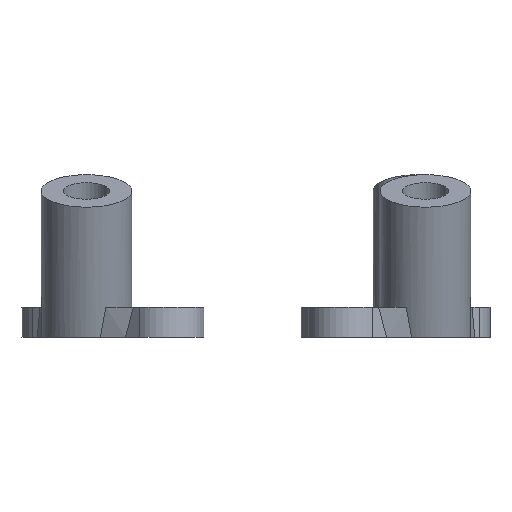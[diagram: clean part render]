
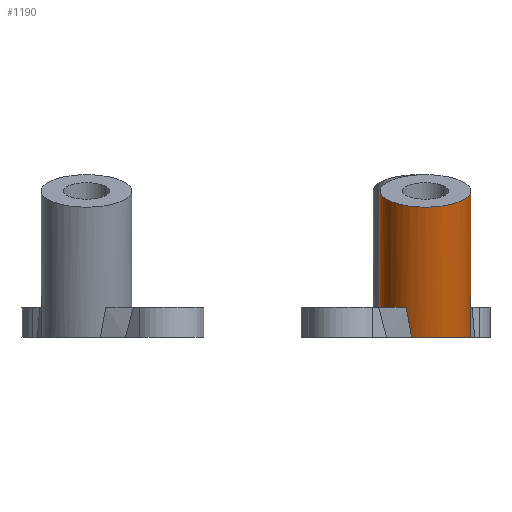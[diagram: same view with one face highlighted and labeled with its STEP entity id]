
A CAD part, left-side view. The second image highlights one B-rep face of the part: STEP entity #1190.
In plain terms, the highlighted cylindrical face has radius 6 mm (diameter 12 mm), a full revolution.
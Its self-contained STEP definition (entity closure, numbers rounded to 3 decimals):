
#778=CARTESIAN_POINT('',(88.759,-15.898,4.));
#779=VERTEX_POINT('',#778);
#786=CARTESIAN_POINT('',(97.169,-23.948,4.));
#787=VERTEX_POINT('',#786);
#788=CARTESIAN_POINT('',(94.571,-18.46,4.));
#789=DIRECTION('',(-0.,-0.,1.));
#790=DIRECTION('',(1.,-0.,0.));
#791=AXIS2_PLACEMENT_3D('',#788,#789,#790);
#792=ELLIPSE('',#791,6.427,6.);
#793=EDGE_CURVE('',#787,#779,#792,.T.);
#954=CARTESIAN_POINT('',(97.916,-24.217,0.));
#955=VERTEX_POINT('',#954);
#961=CARTESIAN_POINT('',(89.679,-18.46,0.));
#962=VERTEX_POINT('',#961);
#963=CARTESIAN_POINT('',(96.106,-18.46,0.));
#964=DIRECTION('',(0.,0.,1.));
#965=DIRECTION('',(1.,-0.,0.));
#966=AXIS2_PLACEMENT_3D('',#963,#964,#965);
#967=ELLIPSE('',#966,6.427,6.);
#968=EDGE_CURVE('',#962,#955,#967,.T.);
#970=CARTESIAN_POINT('',(89.987,-16.627,0.));
#971=VERTEX_POINT('',#970);
#972=CARTESIAN_POINT('',(96.106,-18.46,0.));
#973=DIRECTION('',(0.,0.,1.));
#974=DIRECTION('',(1.,-0.,0.));
#975=AXIS2_PLACEMENT_3D('',#972,#973,#974);
#976=ELLIPSE('',#975,6.427,6.);
#977=EDGE_CURVE('',#971,#962,#976,.T.);
#1141=CARTESIAN_POINT('',(92.6,-18.46,9.133));
#1142=DIRECTION('',(0.358,-0.,-0.934));
#1143=DIRECTION('',(-0.934,0.,-0.358));
#1144=AXIS2_PLACEMENT_3D('',#1141,#1142,#1143);
#1145=CYLINDRICAL_SURFACE('',#1144,6.);
#1146=CARTESIAN_POINT('',(83.057,-18.46,17.252));
#1147=VERTEX_POINT('',#1146);
#1148=CARTESIAN_POINT('',(89.679,-18.46,-0.));
#1149=DIRECTION('',(-0.358,0.,0.934));
#1150=VECTOR('',#1149,18.479);
#1151=LINE('',#1148,#1150);
#1152=EDGE_CURVE('',#962,#1147,#1151,.T.);
#1153=ORIENTED_EDGE('',*,*,#1152,.T.);
#1154=CARTESIAN_POINT('',(94.26,-18.46,21.552));
#1155=VERTEX_POINT('',#1154);
#1156=CARTESIAN_POINT('',(88.658,-18.46,19.402));
#1157=DIRECTION('',(0.358,-0.,-0.934));
#1158=DIRECTION('',(0.934,-0.,0.358));
#1159=AXIS2_PLACEMENT_3D('',#1156,#1157,#1158);
#1160=CIRCLE('',#1159,6.);
#1161=EDGE_CURVE('',#1147,#1155,#1160,.T.);
#1162=ORIENTED_EDGE('',*,*,#1161,.T.);
#1163=CARTESIAN_POINT('',(88.658,-18.46,19.402));
#1164=DIRECTION('',(0.358,-0.,-0.934));
#1165=DIRECTION('',(0.934,-0.,0.358));
#1166=AXIS2_PLACEMENT_3D('',#1163,#1164,#1165);
#1167=CIRCLE('',#1166,6.);
#1168=EDGE_CURVE('',#1155,#1147,#1167,.T.);
#1169=ORIENTED_EDGE('',*,*,#1168,.T.);
#1170=ORIENTED_EDGE('',*,*,#1152,.F.);
#1171=ORIENTED_EDGE('',*,*,#968,.T.);
#1172=CARTESIAN_POINT('',(97.169,-23.948,4.));
#1173=CARTESIAN_POINT('',(97.424,-24.053,2.669));
#1174=CARTESIAN_POINT('',(97.672,-24.143,1.335));
#1175=CARTESIAN_POINT('',(97.916,-24.217,-0.));
#1176=B_SPLINE_CURVE_WITH_KNOTS('',3,(#1172,#1173,#1174,#1175),.UNSPECIFIED.,.F.,.F.,(4,4),(0.,1.),.UNSPECIFIED.);
#1177=EDGE_CURVE('',#787,#955,#1176,.T.);
#1178=ORIENTED_EDGE('',*,*,#1177,.F.);
#1179=ORIENTED_EDGE('',*,*,#793,.T.);
#1180=CARTESIAN_POINT('',(89.987,-16.627,-0.));
#1181=CARTESIAN_POINT('',(89.562,-16.378,1.328));
#1182=CARTESIAN_POINT('',(89.154,-16.134,2.661));
#1183=CARTESIAN_POINT('',(88.759,-15.898,4.));
#1184=B_SPLINE_CURVE_WITH_KNOTS('',3,(#1180,#1181,#1182,#1183),.UNSPECIFIED.,.F.,.F.,(4,4),(0.,1.),.UNSPECIFIED.);
#1185=EDGE_CURVE('',#971,#779,#1184,.T.);
#1186=ORIENTED_EDGE('',*,*,#1185,.F.);
#1187=ORIENTED_EDGE('',*,*,#977,.T.);
#1188=EDGE_LOOP('',(#1153,#1162,#1169,#1170,#1171,#1178,#1179,#1186,#1187));
#1189=FACE_BOUND('',#1188,.T.);
#1190=ADVANCED_FACE('',(#1189),#1145,.T.);
